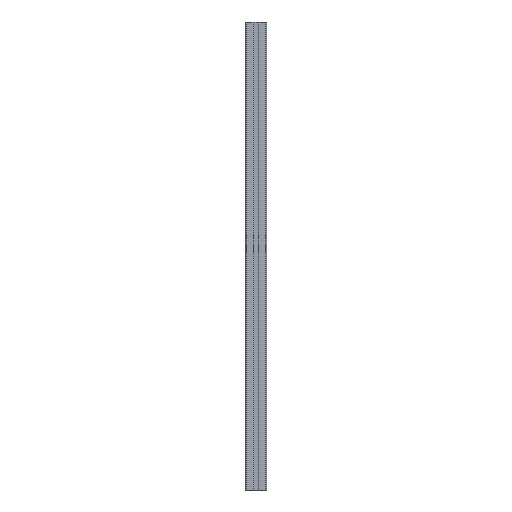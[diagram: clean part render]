
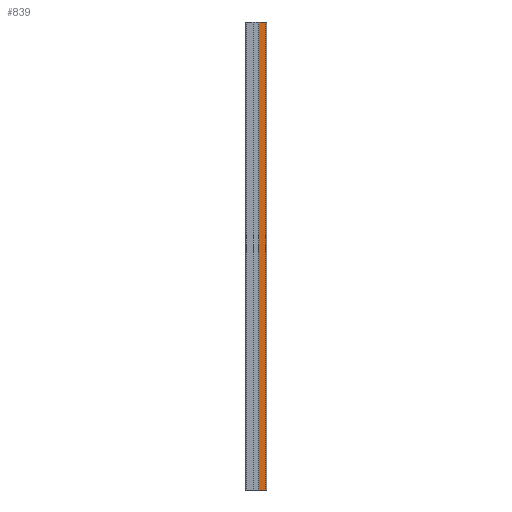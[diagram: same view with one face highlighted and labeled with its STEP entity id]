
A CAD part, front view. The second image highlights one B-rep face of the part: STEP entity #839.
In plain terms, the highlighted planar face has unit normal (0, -1, 0).
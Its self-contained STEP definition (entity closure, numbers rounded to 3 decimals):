
#490 = DIRECTION ( 'NONE',  ( 0., 0., -1. ) ) ;
#676 = LINE ( 'NONE', #1527, #8432 ) ;
#838 = VERTEX_POINT ( 'NONE', #5668 ) ;
#839 = ADVANCED_FACE ( 'NONE', ( #3610 ), #6351, .T. ) ;
#1491 = EDGE_LOOP ( 'NONE', ( #4417, #6860, #6747, #4393 ) ) ;
#1527 = CARTESIAN_POINT ( 'NONE',  ( 20.5, -22.5, 1000. ) ) ;
#1664 = EDGE_CURVE ( 'NONE', #5172, #4818, #3291, .T. ) ;
#2038 = VECTOR ( 'NONE', #4682, 1000. ) ;
#2149 = LINE ( 'NONE', #5485, #3900 ) ;
#2296 = CARTESIAN_POINT ( 'NONE',  ( 0., -22.5, 1000. ) ) ;
#2486 = VERTEX_POINT ( 'NONE', #7438 ) ;
#3171 = AXIS2_PLACEMENT_3D ( 'NONE', #2296, #5000, #6479 ) ;
#3172 = VECTOR ( 'NONE', #490, 1000. ) ;
#3208 = CARTESIAN_POINT ( 'NONE',  ( 0., -22.5, 0. ) ) ;
#3291 = LINE ( 'NONE', #3208, #2038 ) ;
#3610 = FACE_OUTER_BOUND ( 'NONE', #1491, .T. ) ;
#3628 = CARTESIAN_POINT ( 'NONE',  ( 20.5, -22.5, 0. ) ) ;
#3900 = VECTOR ( 'NONE', #7553, 1000. ) ;
#3918 = LINE ( 'NONE', #8819, #3172 ) ;
#4273 = DIRECTION ( 'NONE',  ( 0., 0., -1. ) ) ;
#4393 = ORIENTED_EDGE ( 'NONE', *, *, #4566, .T. ) ;
#4417 = ORIENTED_EDGE ( 'NONE', *, *, #1664, .F. ) ;
#4566 = EDGE_CURVE ( 'NONE', #2486, #4818, #3918, .T. ) ;
#4682 = DIRECTION ( 'NONE',  ( -1., 0., 0. ) ) ;
#4818 = VERTEX_POINT ( 'NONE', #7051 ) ;
#5000 = DIRECTION ( 'NONE',  ( 0., -1., 0. ) ) ;
#5172 = VERTEX_POINT ( 'NONE', #3628 ) ;
#5485 = CARTESIAN_POINT ( 'NONE',  ( 0., -22.5, 1000. ) ) ;
#5668 = CARTESIAN_POINT ( 'NONE',  ( 20.5, -22.5, 1000. ) ) ;
#6351 = PLANE ( 'NONE',  #3171 ) ;
#6479 = DIRECTION ( 'NONE',  ( 1., 0., 0. ) ) ;
#6556 = EDGE_CURVE ( 'NONE', #838, #5172, #676, .T. ) ;
#6747 = ORIENTED_EDGE ( 'NONE', *, *, #8159, .T. ) ;
#6860 = ORIENTED_EDGE ( 'NONE', *, *, #6556, .F. ) ;
#7051 = CARTESIAN_POINT ( 'NONE',  ( 6.4, -22.5, 0. ) ) ;
#7438 = CARTESIAN_POINT ( 'NONE',  ( 6.4, -22.5, 1000. ) ) ;
#7553 = DIRECTION ( 'NONE',  ( -1., 0., 0. ) ) ;
#8159 = EDGE_CURVE ( 'NONE', #838, #2486, #2149, .T. ) ;
#8432 = VECTOR ( 'NONE', #4273, 1000. ) ;
#8819 = CARTESIAN_POINT ( 'NONE',  ( 6.4, -22.5, 1000. ) ) ;
